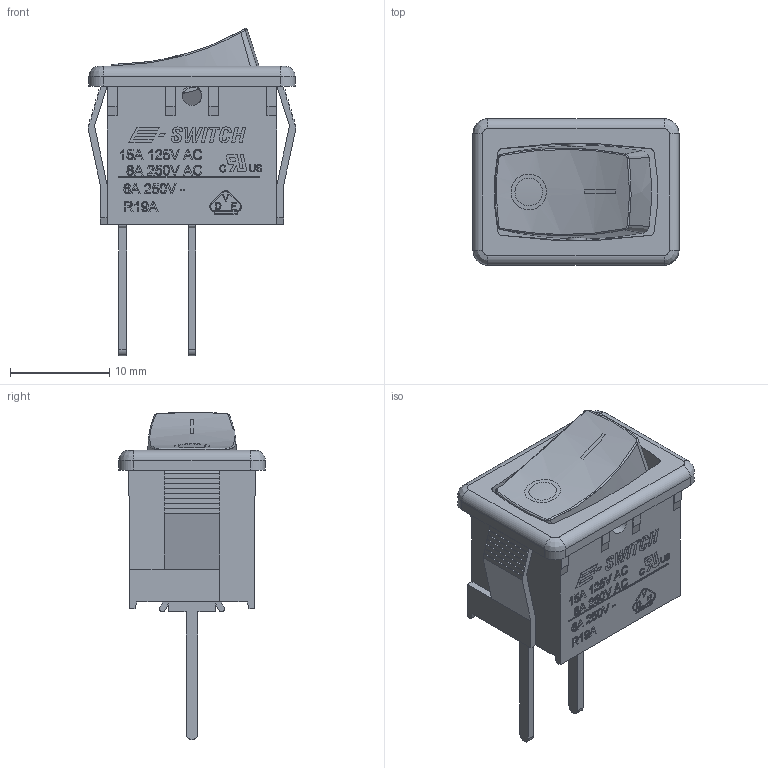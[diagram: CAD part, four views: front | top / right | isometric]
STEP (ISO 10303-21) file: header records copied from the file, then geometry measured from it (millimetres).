
FILE_DESCRIPTION((' '),'2;1');
FILE_NAME('R1966FxxxxxxFP.stp','2017-07-28T14:44:51',(' '),(' '),' ','ACIS',' ');
FILE_SCHEMA(('CONFIG_CONTROL_DESIGN'));
Length unit declared in the file: inch
Products named in the file (1): R1966FxxxxxxFP.stp
Bounding box: 20.94 x 14.8 x 33.03 mm (x, y, z)
Volume: 2210.9 mm3; surface area: 3279.2 mm2
Topology: 1 solids, 1 shells, 868 faces, 2330 edges, 1532 vertices
Faces by surface type: plane 518, bspline 295, cylinder 47, cone 8
Full cylindrical faces by diameter (mm): 2 x4
Entity records: 29233 total; most frequent: CARTESIAN_POINT 9358, ORIENTED_EDGE 4652, DIRECTION 2995, EDGE_CURVE 2326, VECTOR 1595, LINE 1595, VERTEX_POINT 1530, EDGE_LOOP 954
